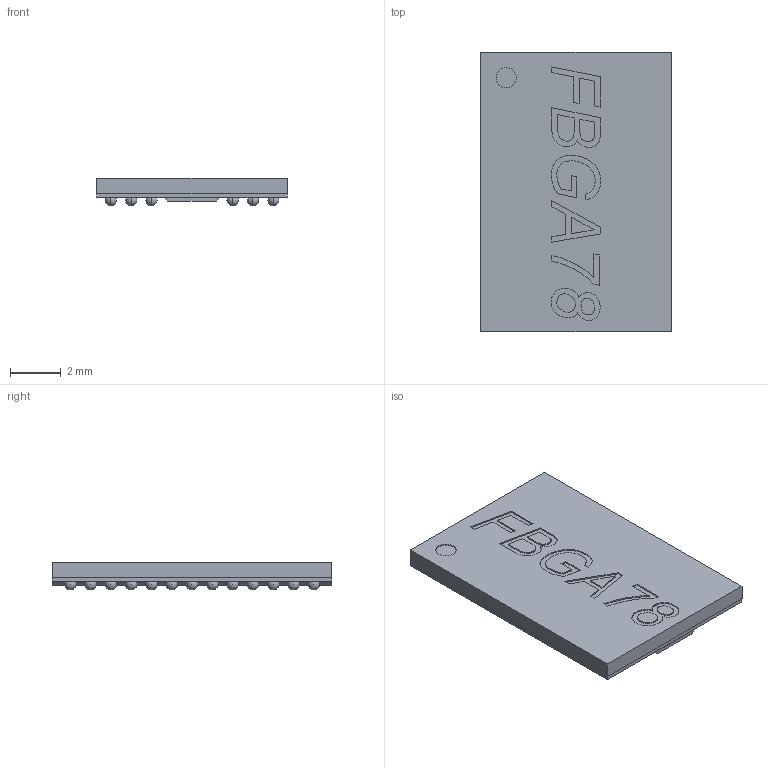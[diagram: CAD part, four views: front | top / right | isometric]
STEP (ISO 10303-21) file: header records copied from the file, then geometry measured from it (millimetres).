
FILE_DESCRIPTION (( 'STEP AP214' ), '1' );
FILE_NAME ('User Library-FBGA78-1.STEP', '2022-02-04T20:44:46', ( '' ), ( '' ), 'SwSTEP 2.0', 'SolidWorks 2021', '' );
FILE_SCHEMA (( 'AUTOMOTIVE_DESIGN' ));
Length unit declared in the file: millimetre
Products named in the file (1): User Library-FBGA78-1
Bounding box: 7.5 x 11 x 1.1 mm (x, y, z)
Volume: 68.9 mm3; surface area: 438.4 mm2
Topology: 4 solids, 4 shells, 279 faces, 1011 edges, 674 vertices
Faces by surface type: sphere 156, plane 78, bspline 43, cylinder 2
Entity records: 13207 total; most frequent: CARTESIAN_POINT 3744, DIRECTION 1325, ORIENTED_EDGE 1242, EDGE_CURVE 621, AXIS2_PLACEMENT_3D 553, VERTEX_POINT 440, EDGE_LOOP 369, CIRCLE 316
